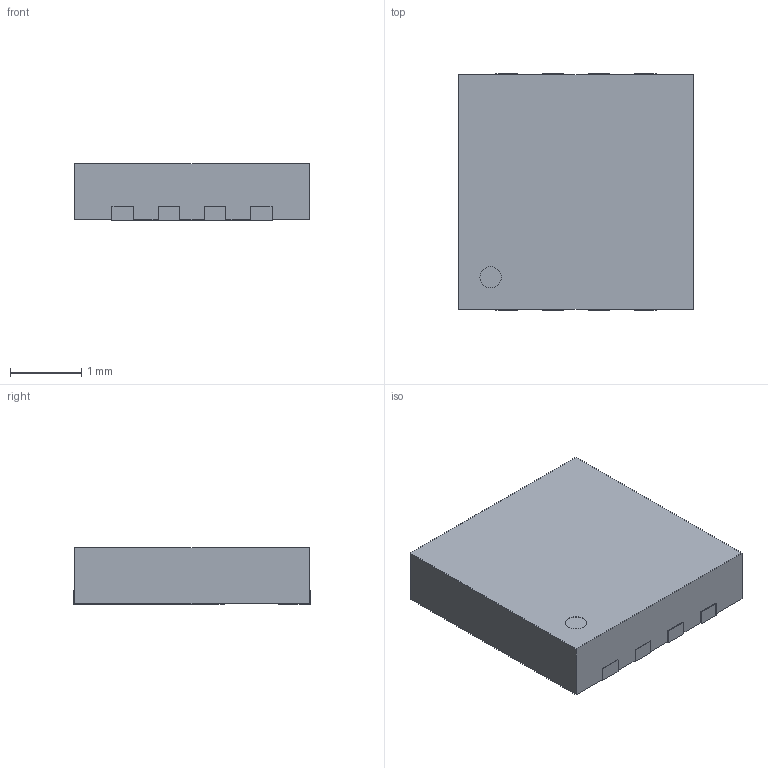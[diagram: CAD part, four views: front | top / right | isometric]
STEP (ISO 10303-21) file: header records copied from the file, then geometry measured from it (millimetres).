
FILE_DESCRIPTION(/* description */ (''),/* implementation_level */ '2;1');
FILE_NAME(/* name */ 'Vishay_PowerPAK_1212-8S v2.step',/* time_stamp */ '2022-02-22T21:37:28+02:00',/* author */ (''),/* organization */ (''),/* preprocessor_version */ 'ST-DEVELOPER v18.1',/* originating_system */ 'Autodesk Translation Framework v10.13.0.1454',/* authorisation */ '');
FILE_SCHEMA (('AUTOMOTIVE_DESIGN { 1 0 10303 214 3 1 1 }'));
Length unit declared in the file: millimetre
Products named in the file (1): Vishay_PowerPAK_1212-8S
Bounding box: 3.3 x 3.32 x 0.8 mm (x, y, z)
Volume: 8.7 mm3; surface area: 32.5 mm2
Topology: 1 solids, 1 shells, 72 faces, 207 edges, 138 vertices
Faces by surface type: plane 55, cylinder 17
Full cylindrical faces by diameter (mm): 0.3 x1
Entity records: 2403 total; most frequent: CARTESIAN_POINT 418, ORIENTED_EDGE 414, DIRECTION 387, EDGE_CURVE 207, LINE 173, VECTOR 173, VERTEX_POINT 138, AXIS2_PLACEMENT_3D 107
